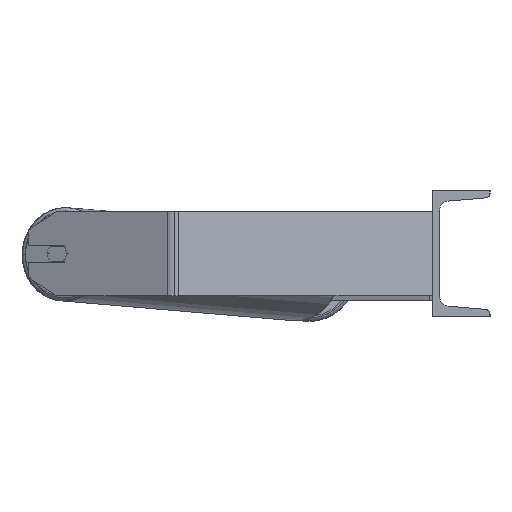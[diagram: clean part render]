
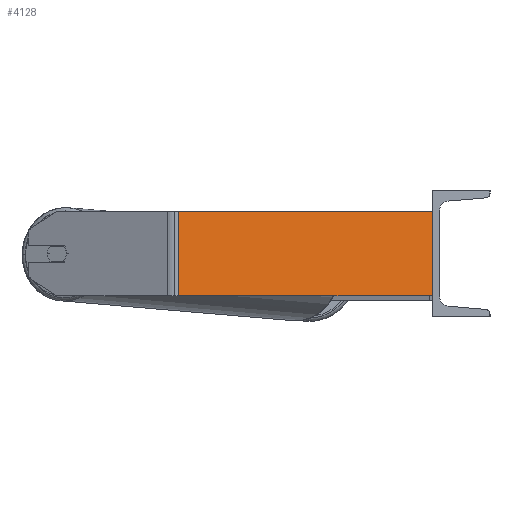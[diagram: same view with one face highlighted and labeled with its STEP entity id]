
A CAD part, left-side view. The second image highlights one B-rep face of the part: STEP entity #4128.
In plain terms, the highlighted planar face has unit normal (-0.966, -0.259, 0).
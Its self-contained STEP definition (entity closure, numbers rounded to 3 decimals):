
#48 = LINE ( 'NONE', #8510, #3530 ) ;
#333 = ORIENTED_EDGE ( 'NONE', *, *, #6787, .T. ) ;
#924 = ORIENTED_EDGE ( 'NONE', *, *, #8063, .T. ) ;
#1101 = VECTOR ( 'NONE', #3269, 1000. ) ;
#1239 = CARTESIAN_POINT ( 'NONE',  ( -849.504, 240.732, -40. ) ) ;
#1468 = FACE_OUTER_BOUND ( 'NONE', #4036, .T. ) ;
#1870 = EDGE_CURVE ( 'NONE', #4500, #6897, #4730, .T. ) ;
#2528 = ORIENTED_EDGE ( 'NONE', *, *, #1870, .F. ) ;
#3269 = DIRECTION ( 'NONE',  ( 0., 0., -1. ) ) ;
#3530 = VECTOR ( 'NONE', #4984, 1000. ) ;
#3637 = VERTEX_POINT ( 'NONE', #8658 ) ;
#3917 = CARTESIAN_POINT ( 'NONE',  ( -851.011, 246.357, 40. ) ) ;
#4036 = EDGE_LOOP ( 'NONE', ( #333, #7706, #2528, #924 ) ) ;
#4128 = ADVANCED_FACE ( 'NONE', ( #1468 ), #6242, .F. ) ;
#4413 = LINE ( 'NONE', #8010, #4810 ) ;
#4500 = VERTEX_POINT ( 'NONE', #5303 ) ;
#4730 = LINE ( 'NONE', #3917, #5058 ) ;
#4810 = VECTOR ( 'NONE', #8680, 1000. ) ;
#4813 = DIRECTION ( 'NONE',  ( 0.966, 0.259, 0. ) ) ;
#4837 = LINE ( 'NONE', #6726, #1101 ) ;
#4984 = DIRECTION ( 'NONE',  ( 0., 0., -1. ) ) ;
#5058 = VECTOR ( 'NONE', #5461, 1000. ) ;
#5303 = CARTESIAN_POINT ( 'NONE',  ( -849.504, 240.732, 40. ) ) ;
#5340 = AXIS2_PLACEMENT_3D ( 'NONE', #8495, #4813, #7653 ) ;
#5461 = DIRECTION ( 'NONE',  ( 0.259, -0.966, 0. ) ) ;
#5897 = EDGE_CURVE ( 'NONE', #6897, #3637, #4837, .T. ) ;
#6242 = PLANE ( 'NONE',  #5340 ) ;
#6726 = CARTESIAN_POINT ( 'NONE',  ( -785., 0., 40. ) ) ;
#6787 = EDGE_CURVE ( 'NONE', #7892, #3637, #4413, .T. ) ;
#6897 = VERTEX_POINT ( 'NONE', #8483 ) ;
#7653 = DIRECTION ( 'NONE',  ( -0.259, 0.966, 0. ) ) ;
#7706 = ORIENTED_EDGE ( 'NONE', *, *, #5897, .F. ) ;
#7892 = VERTEX_POINT ( 'NONE', #1239 ) ;
#8010 = CARTESIAN_POINT ( 'NONE',  ( -851.011, 246.357, -40. ) ) ;
#8063 = EDGE_CURVE ( 'NONE', #4500, #7892, #48, .T. ) ;
#8483 = CARTESIAN_POINT ( 'NONE',  ( -785., 0., 40. ) ) ;
#8495 = CARTESIAN_POINT ( 'NONE',  ( -851.011, 246.357, 40. ) ) ;
#8510 = CARTESIAN_POINT ( 'NONE',  ( -849.504, 240.732, 40. ) ) ;
#8658 = CARTESIAN_POINT ( 'NONE',  ( -785., 0., -40. ) ) ;
#8680 = DIRECTION ( 'NONE',  ( 0.259, -0.966, 0. ) ) ;
